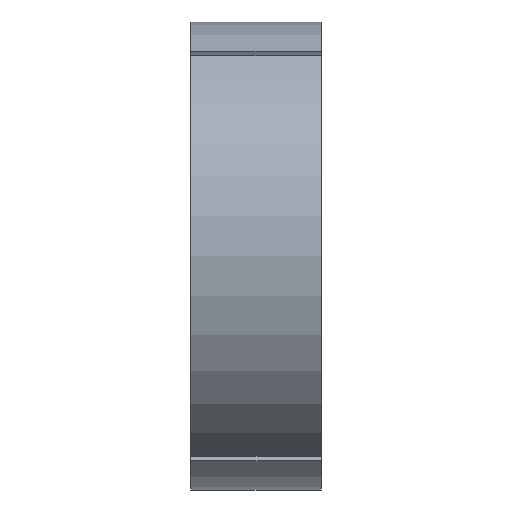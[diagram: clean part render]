
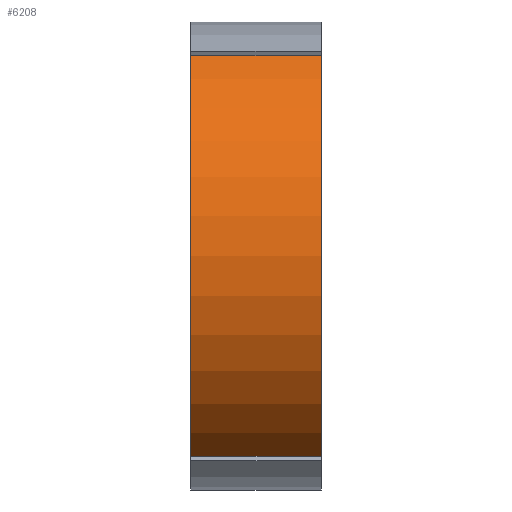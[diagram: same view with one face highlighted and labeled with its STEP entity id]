
A CAD part, left-side view. The second image highlights one B-rep face of the part: STEP entity #6208.
In plain terms, the highlighted cylindrical face has radius 351 mm (diameter 702 mm), a partial arc.
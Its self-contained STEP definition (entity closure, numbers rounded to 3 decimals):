
#5105=DIRECTION('',(0.,-1.,0.));
#5106=VECTOR('',#5105,195.);
#5107=CARTESIAN_POINT('',(-181.385,195.,300.501));
#5108=LINE('',#5107,#5106);
#5109=CARTESIAN_POINT('',(0.,0.,0.));
#5110=DIRECTION('',(0.,-1.,0.));
#5111=DIRECTION('',(-0.517,0.,0.856));
#5112=AXIS2_PLACEMENT_3D('',#5109,#5110,#5111);
#5114=DIRECTION('',(0.,-1.,0.));
#5115=VECTOR('',#5114,195.);
#5116=CARTESIAN_POINT('',(-181.385,195.,-300.501));
#5117=LINE('',#5116,#5115);
#5118=CARTESIAN_POINT('',(0.,195.,0.));
#5119=DIRECTION('',(0.,1.,0.));
#5120=DIRECTION('',(-0.517,0.,-0.856));
#5121=AXIS2_PLACEMENT_3D('',#5118,#5119,#5120);
#5362=CARTESIAN_POINT('',(-181.385,0.,
-300.501));
#5364=VERTEX_POINT('',#5362);
#5369=CARTESIAN_POINT('',(-181.385,195.,-300.501));
#5370=VERTEX_POINT('',#5369);
#5381=CARTESIAN_POINT('',(-181.385,0.,300.501));
#5383=VERTEX_POINT('',#5381);
#5387=CARTESIAN_POINT('',(-181.385,195.,300.501));
#5388=VERTEX_POINT('',#5387);
#6196=CARTESIAN_POINT('',(0.,204.75,0.));
#6197=DIRECTION('',(0.,-1.,0.));
#6198=DIRECTION('',(0.,0.,-1.));
#6199=AXIS2_PLACEMENT_3D('',#6196,#6197,#6198);
#6200=CYLINDRICAL_SURFACE('',#6199,351.);
#6201=ORIENTED_EDGE('',*,*,#6162,.T.);
#6202=ORIENTED_EDGE('',*,*,#6116,.T.);
#6204=ORIENTED_EDGE('',*,*,#6203,.F.);
#6205=ORIENTED_EDGE('',*,*,#5536,.T.);
#6206=EDGE_LOOP('',(#6201,#6202,#6204,#6205));
#6207=FACE_OUTER_BOUND('',#6206,.F.);
#6208=ADVANCED_FACE('',(#6207),#6200,.T.);
#5113=CIRCLE('',#5112,351.);
#5122=CIRCLE('',#5121,351.);
#5536=EDGE_CURVE('',#5370,#5388,#5122,.T.);
#6116=EDGE_CURVE('',#5383,#5364,#5113,.T.);
#6162=EDGE_CURVE('',#5388,#5383,#5108,.T.);
#6203=EDGE_CURVE('',#5370,#5364,#5117,.T.);
